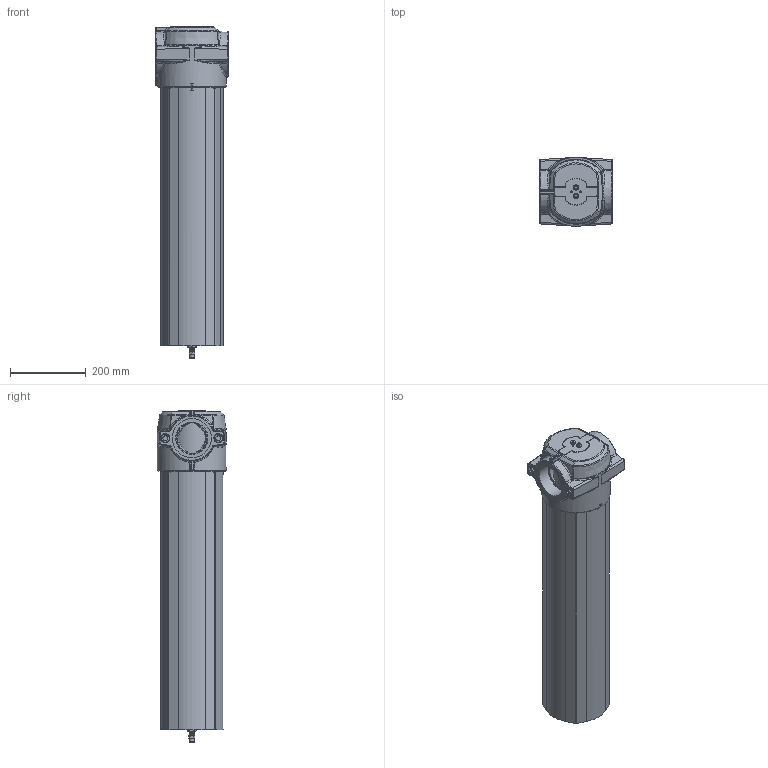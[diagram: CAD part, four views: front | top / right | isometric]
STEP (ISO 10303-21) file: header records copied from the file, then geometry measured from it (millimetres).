
FILE_DESCRIPTION(/* description */ (''),/* implementation_level */ '2;1');
FILE_NAME(/* name */ 'AAP055JGFX.stp',/* time_stamp */ '2017-06-06T16:57:26+05:00',/* author */ ('SS00480869'),/* organization */ (''),/* preprocessor_version */ 'ST-DEVELOPER v16.1',/* originating_system */ 'Autodesk Inventor 2016',/* authorisation */ '');
FILE_SCHEMA (('AUTOMOTIVE_DESIGN { 1 0 10303 214 3 1 1 }'));
Length unit declared in the file: inch
Products named in the file (1): AAP055JGFX
Bounding box: 192 x 183 x 877.31 mm (x, y, z)
Volume: 18582209.2 mm3; surface area: 601138.5 mm2
Topology: 2 solids, 10 shells, 830 faces, 1932 edges, 1117 vertices
Faces by surface type: bspline 323, cylinder 180, plane 177, cone 66, torus 49, sphere 35
Full cylindrical faces by diameter (mm): 3 x2, 4.459 x2, 5.8 x1, 8.5 x1, 9 x2, 9.409 x2, 11 x1, 11.5 x1, 12.8 x1, 13 x5, 14 x4, 18.4 x1, 18.631 x1, 21.5 x1, 84.926 x2, 103 x2, 152.4 x1, 176.699 x1, 182 x1
Entity records: 32747 total; most frequent: CARTESIAN_POINT 15496, ORIENTED_EDGE 3614, DIRECTION 2948, EDGE_CURVE 1806, AXIS2_PLACEMENT_3D 1277, VERTEX_POINT 1095, EDGE_LOOP 935, FACE_OUTER_BOUND 830
